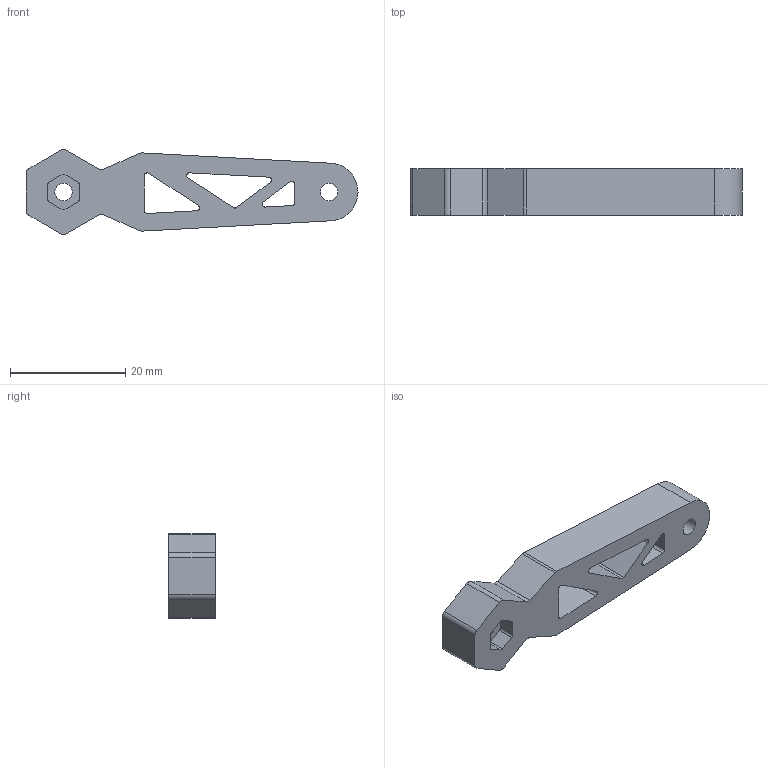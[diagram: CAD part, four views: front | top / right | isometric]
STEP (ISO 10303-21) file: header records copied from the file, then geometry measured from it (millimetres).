
FILE_DESCRIPTION(/* description */ (''),/* implementation_level */ '2;1');
FILE_NAME(/* name */ '40mm手指B_x2_8mm.step',/* time_stamp */ '2022-05-02T17:37:33+08:00',/* author */ (''),/* organization */ (''),/* preprocessor_version */ 'ST-DEVELOPER v18.1',/* originating_system */ 'Autodesk Translation Framework v10.14.0.1471',/* authorisation */ '');
FILE_SCHEMA (('AUTOMOTIVE_DESIGN { 1 0 10303 214 3 1 1 }'));
Length unit declared in the file: millimetre
Products named in the file (1): 40mm手指B
Bounding box: 57.5 x 8 x 14.69 mm (x, y, z)
Volume: 4155.8 mm3; surface area: 2920.3 mm2
Topology: 1 solids, 1 shells, 53 faces, 150 edges, 100 vertices
Faces by surface type: plane 27, cylinder 26
Full cylindrical faces by diameter (mm): 3 x2
Entity records: 1796 total; most frequent: DIRECTION 310, CARTESIAN_POINT 304, ORIENTED_EDGE 300, EDGE_CURVE 150, AXIS2_PLACEMENT_3D 106, VERTEX_POINT 100, LINE 98, VECTOR 98
